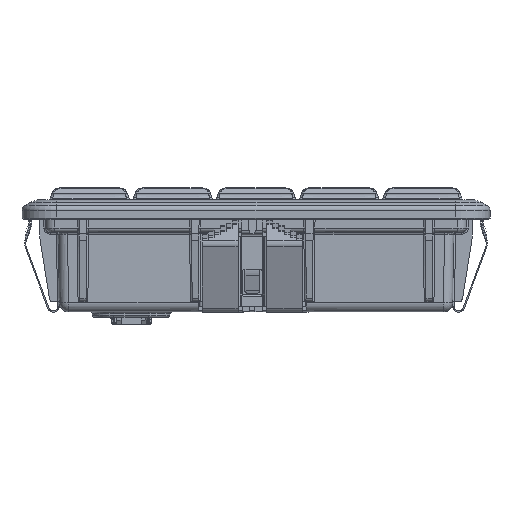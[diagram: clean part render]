
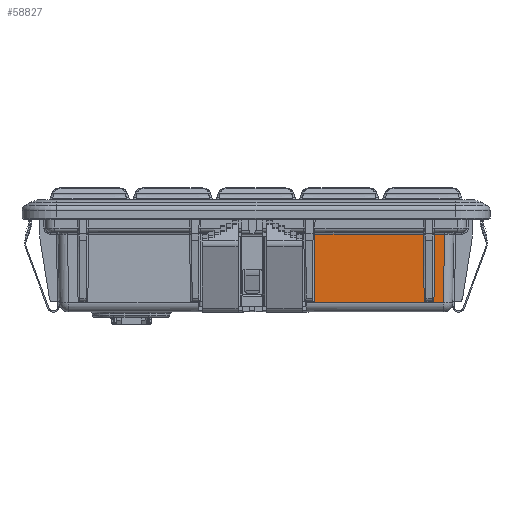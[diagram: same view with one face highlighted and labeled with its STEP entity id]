
A CAD part, front view. The second image highlights one B-rep face of the part: STEP entity #58827.
In plain terms, the highlighted planar face has unit normal (0, -1, -0.018).
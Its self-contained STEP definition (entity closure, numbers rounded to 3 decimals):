
#4973=DIRECTION('',(0.009,-0.017,1.));
#4974=VECTOR('',#4973,18.554);
#4975=CARTESIAN_POINT('',(50.532,-39.569,-22.682));
#4976=LINE('',#4975,#4974);
#4977=DIRECTION('',(-1.,0.,0.));
#4978=VECTOR('',#4977,29.981);
#4979=CARTESIAN_POINT('',(80.675,-39.893,
-4.131));
#4980=LINE('',#4979,#4978);
#4981=DIRECTION('',(0.009,0.017,-1.));
#4982=VECTOR('',#4981,18.554);
#4983=CARTESIAN_POINT('',(80.675,-39.893,
-4.131));
#4984=LINE('',#4983,#4982);
#4985=DIRECTION('',(0.009,-0.017,1.));
#4986=VECTOR('',#4985,18.554);
#4987=CARTESIAN_POINT('',(83.552,-39.569,-22.682));
#4988=LINE('',#4987,#4986);
#4989=DIRECTION('',(-1.,0.,0.));
#4990=VECTOR('',#4989,2.763);
#4991=CARTESIAN_POINT('',(86.477,-39.893,
-4.131));
#4992=LINE('',#4991,#4990);
#4993=DIRECTION('',(-0.017,0.017,-1.));
#4994=VECTOR('',#4993,18.931);
#4995=CARTESIAN_POINT('',(86.477,-39.893,
-4.131));
#4996=LINE('',#4995,#4994);
#4997=DIRECTION('',(-1.,0.,0.));
#4998=VECTOR('',#4997,37.819);
#4999=CARTESIAN_POINT('',(86.146,-39.562,
-23.057));
#5000=LINE('',#4999,#4998);
#5001=DIRECTION('',(-0.009,-0.017,1.));
#5002=VECTOR('',#5001,0.375);
#5003=CARTESIAN_POINT('',(48.328,-39.562,
-23.057));
#5004=LINE('',#5003,#5002);
#5739=DIRECTION('',(-1.,0.,0.));
#5740=VECTOR('',#5739,2.207);
#5741=CARTESIAN_POINT('',(50.532,-39.569,-22.682));
#5742=LINE('',#5741,#5740);
#7813=CARTESIAN_POINT('',(86.477,-39.893,
-4.131));
#35521=DIRECTION('',(-1.,0.,0.));
#35522=VECTOR('',#35521,2.715);
#35523=CARTESIAN_POINT('',(83.552,-39.569,-22.682));
#35524=LINE('',#35523,#35522);
#44860=VERTEX_POINT('',#7813);
#44874=CARTESIAN_POINT('',(86.146,-39.562,
-23.057));
#44876=VERTEX_POINT('',#44874);
#45249=CARTESIAN_POINT('',(48.328,-39.562,
-23.057));
#45250=CARTESIAN_POINT('',(48.325,-39.569,-22.682));
#45251=VERTEX_POINT('',#45249);
#45252=VERTEX_POINT('',#45250);
#46976=CARTESIAN_POINT('',(50.694,-39.893,
-4.131));
#46977=VERTEX_POINT('',#46976);
#46980=CARTESIAN_POINT('',(50.532,-39.569,-22.682));
#46981=VERTEX_POINT('',#46980);
#47002=CARTESIAN_POINT('',(83.714,-39.893,
-4.131));
#47003=VERTEX_POINT('',#47002);
#47006=CARTESIAN_POINT('',(83.552,-39.569,-22.682));
#47007=VERTEX_POINT('',#47006);
#47008=CARTESIAN_POINT('',(80.675,-39.893,
-4.131));
#47009=CARTESIAN_POINT('',(80.837,-39.569,-22.682));
#47010=VERTEX_POINT('',#47008);
#47011=VERTEX_POINT('',#47009);
#58801=CARTESIAN_POINT('',(-47.414,-39.937,-1.6));
#58802=DIRECTION('',(0.,-1.,-0.017));
#58803=DIRECTION('',(1.,0.,0.));
#58804=AXIS2_PLACEMENT_3D('',#58801,#58802,#58803);
#58805=PLANE('',#58804);
#58807=ORIENTED_EDGE('',*,*,#58806,.T.);
#58809=ORIENTED_EDGE('',*,*,#58808,.F.);
#58811=ORIENTED_EDGE('',*,*,#58810,.T.);
#58813=ORIENTED_EDGE('',*,*,#58812,.F.);
#58815=ORIENTED_EDGE('',*,*,#58814,.T.);
#58816=ORIENTED_EDGE('',*,*,#58796,.F.);
#58818=ORIENTED_EDGE('',*,*,#58817,.T.);
#58820=ORIENTED_EDGE('',*,*,#58819,.T.);
#58822=ORIENTED_EDGE('',*,*,#58821,.T.);
#58824=ORIENTED_EDGE('',*,*,#58823,.F.);
#58825=EDGE_LOOP('',(#58807,#58809,#58811,#58813,#58815,#58816,#58818,#58820,
#58822,#58824));
#58826=FACE_OUTER_BOUND('',#58825,.F.);
#58827=ADVANCED_FACE('',(#58826),#58805,.T.);
#58796=EDGE_CURVE('',#44860,#47003,#4992,.T.);
#58806=EDGE_CURVE('',#46981,#46977,#4976,.T.);
#58808=EDGE_CURVE('',#47010,#46977,#4980,.T.);
#58810=EDGE_CURVE('',#47010,#47011,#4984,.T.);
#58812=EDGE_CURVE('',#47007,#47011,#35524,.T.);
#58814=EDGE_CURVE('',#47007,#47003,#4988,.T.);
#58817=EDGE_CURVE('',#44860,#44876,#4996,.T.);
#58819=EDGE_CURVE('',#44876,#45251,#5000,.T.);
#58821=EDGE_CURVE('',#45251,#45252,#5004,.T.);
#58823=EDGE_CURVE('',#46981,#45252,#5742,.T.);
